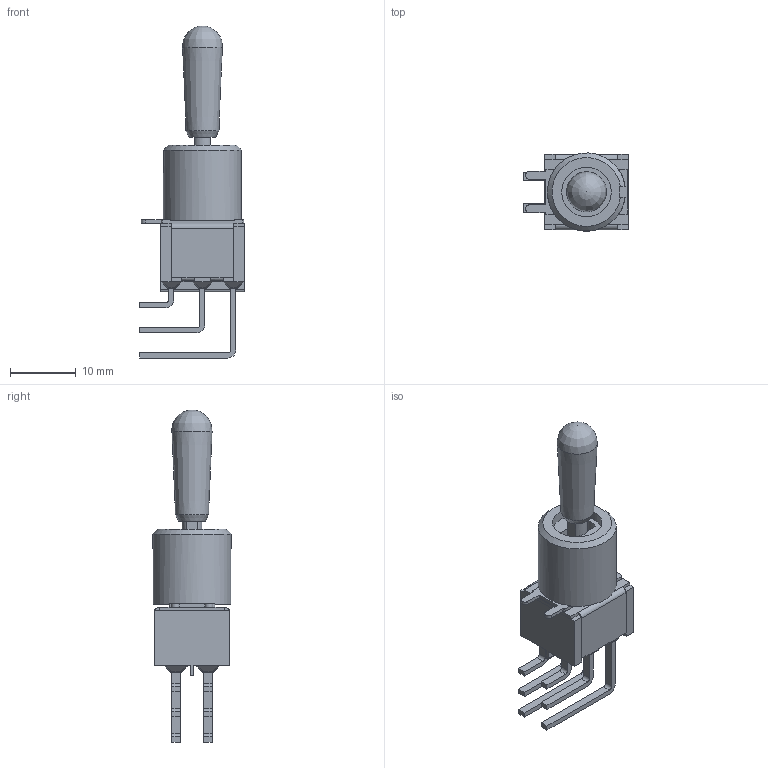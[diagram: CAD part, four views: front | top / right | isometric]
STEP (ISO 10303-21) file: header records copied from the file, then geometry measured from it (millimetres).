
FILE_DESCRIPTION(/* description */ (''),/* implementation_level */ '2;1');
FILE_NAME(/* name */ '100DPxT8B13M7xE.stp',/* time_stamp */ '2026-01-22T12:44:47-06:00',/* author */ ('jmeyers'),/* organization */ (''),/* preprocessor_version */ 'ST-DEVELOPER v18.1',/* originating_system */ 'Autodesk Inventor 2022',/* authorisation */ '');
FILE_SCHEMA (('AUTOMOTIVE_DESIGN { 1 0 10303 214 3 1 1 }'));
Length unit declared in the file: inch
Products named in the file (1): Part7
Bounding box: 15.88 x 11.83 x 50.33 mm (x, y, z)
Volume: 2236.4 mm3; surface area: 3124.8 mm2
Topology: 1 solids, 2 shells, 389 faces, 1025 edges, 630 vertices
Faces by surface type: plane 274, cylinder 85, sphere 26, cone 3, bspline 1
Full cylindrical faces by diameter (mm): 7.5 x3
Entity records: 11708 total; most frequent: CARTESIAN_POINT 2067, ORIENTED_EDGE 1998, DIRECTION 1979, EDGE_CURVE 999, LINE 793, VECTOR 793, VERTEX_POINT 630, AXIS2_PLACEMENT_3D 593
